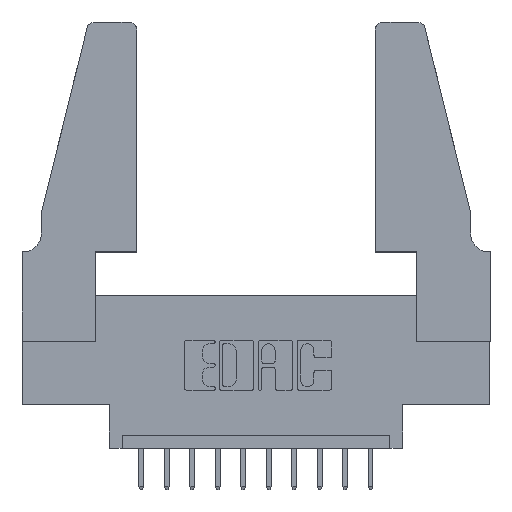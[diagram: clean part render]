
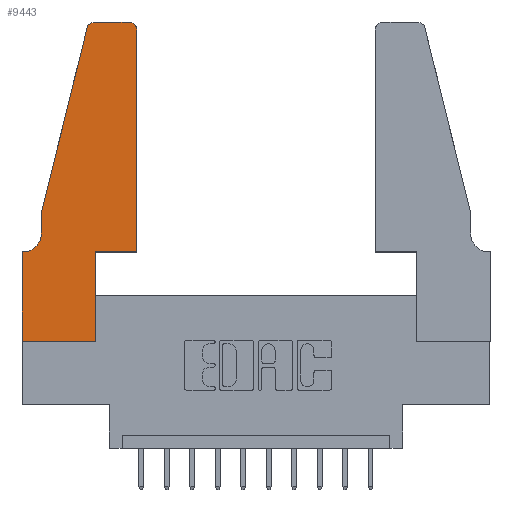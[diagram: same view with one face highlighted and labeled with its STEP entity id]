
A CAD part, top view. The second image highlights one B-rep face of the part: STEP entity #9443.
In plain terms, the highlighted planar face has unit normal (0, 0, 1).
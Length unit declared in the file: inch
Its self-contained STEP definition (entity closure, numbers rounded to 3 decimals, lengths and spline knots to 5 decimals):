
#577 = DIRECTION ( 'NONE',  ( 0., 1., 0. ) ) ;
#631 = VECTOR ( 'NONE', #9505, 39.37008 ) ;
#910 = DIRECTION ( 'NONE',  ( 1., 0., 0. ) ) ;
#1394 = CARTESIAN_POINT ( 'NONE',  ( 0., 0.35, 0.37 ) ) ;
#1472 = ORIENTED_EDGE ( 'NONE', *, *, #5125, .T. ) ;
#1645 = AXIS2_PLACEMENT_3D ( 'NONE', #4927, #8306, #11441 ) ;
#1709 = LINE ( 'NONE', #12611, #11023 ) ;
#1740 = DIRECTION ( 'NONE',  ( 1., 0., 0. ) ) ;
#1927 = LINE ( 'NONE', #6521, #6795 ) ;
#1956 = VECTOR ( 'NONE', #910, 39.37008 ) ;
#2270 = LINE ( 'NONE', #9612, #10214 ) ;
#2341 = ORIENTED_EDGE ( 'NONE', *, *, #3969, .T. ) ;
#2575 = DIRECTION ( 'NONE',  ( 1., 0., 0. ) ) ;
#2643 = VERTEX_POINT ( 'NONE', #10091 ) ;
#2730 = ORIENTED_EDGE ( 'NONE', *, *, #13679, .T. ) ;
#2842 = CARTESIAN_POINT ( 'NONE',  ( 0., 0., 0.37 ) ) ;
#2912 = CARTESIAN_POINT ( 'NONE',  ( 0.284, 1.22, 0.37 ) ) ;
#2995 = EDGE_CURVE ( 'NONE', #12888, #12080, #6685, .T. ) ;
#3007 = ORIENTED_EDGE ( 'NONE', *, *, #9746, .T. ) ;
#3125 = EDGE_CURVE ( 'NONE', #8798, #7661, #4943, .T. ) ;
#3217 = VERTEX_POINT ( 'NONE', #13775 ) ;
#3265 = CARTESIAN_POINT ( 'NONE',  ( 0.2865, 0.35, 0.37 ) ) ;
#3284 = CARTESIAN_POINT ( 'NONE',  ( 0.0755, 0.5, 0.37 ) ) ;
#3550 = EDGE_CURVE ( 'NONE', #4667, #12512, #5969, .T. ) ;
#3613 = CARTESIAN_POINT ( 'NONE',  ( 0.4505, 1.22, 0.37 ) ) ;
#3969 = EDGE_CURVE ( 'NONE', #11840, #2643, #7872, .T. ) ;
#4133 = VERTEX_POINT ( 'NONE', #5781 ) ;
#4227 = EDGE_CURVE ( 'NONE', #12512, #12888, #5259, .T. ) ;
#4667 = VERTEX_POINT ( 'NONE', #12710 ) ;
#4701 = EDGE_CURVE ( 'NONE', #4133, #11840, #1927, .T. ) ;
#4832 = PLANE ( 'NONE',  #6922 ) ;
#4927 = CARTESIAN_POINT ( 'NONE',  ( 0.0055, 0.42, 0.37 ) ) ;
#4943 = CIRCLE ( 'NONE', #1645, 0.07 ) ;
#5030 = VECTOR ( 'NONE', #11944, 39.37008 ) ;
#5096 = EDGE_CURVE ( 'NONE', #13995, #3217, #8151, .T. ) ;
#5125 = EDGE_CURVE ( 'NONE', #7661, #4133, #2270, .T. ) ;
#5253 = ORIENTED_EDGE ( 'NONE', *, *, #12341, .T. ) ;
#5259 = LINE ( 'NONE', #10550, #6640 ) ;
#5590 = DIRECTION ( 'NONE',  ( 0., 0., 1. ) ) ;
#5781 = CARTESIAN_POINT ( 'NONE',  ( 0., 0.35, 0.37 ) ) ;
#5790 = CARTESIAN_POINT ( 'NONE',  ( 0.4505, 0.35, 0.37 ) ) ;
#5906 = ORIENTED_EDGE ( 'NONE', *, *, #4227, .T. ) ;
#5969 = LINE ( 'NONE', #5790, #13997 ) ;
#6246 = DIRECTION ( 'NONE',  ( -0.239, -0.971, 0. ) ) ;
#6405 = CARTESIAN_POINT ( 'NONE',  ( 0.2605, 1.25, 0.37 ) ) ;
#6521 = CARTESIAN_POINT ( 'NONE',  ( 0., 0., 0.37 ) ) ;
#6571 = CARTESIAN_POINT ( 'NONE',  ( 0.0055, 0.35, 0.37 ) ) ;
#6640 = VECTOR ( 'NONE', #577, 39.37008 ) ;
#6685 = CIRCLE ( 'NONE', #10523, 0.03 ) ;
#6732 = CARTESIAN_POINT ( 'NONE',  ( 0.4205, 1.25, 0.37 ) ) ;
#6795 = VECTOR ( 'NONE', #11154, 39.37008 ) ;
#6870 = DIRECTION ( 'NONE',  ( 0., 0., 1. ) ) ;
#6922 = AXIS2_PLACEMENT_3D ( 'NONE', #1394, #6870, #13411 ) ;
#7519 = CARTESIAN_POINT ( 'NONE',  ( 0., 0., 0.37 ) ) ;
#7661 = VERTEX_POINT ( 'NONE', #6571 ) ;
#7872 = LINE ( 'NONE', #7519, #1956 ) ;
#7917 = LINE ( 'NONE', #6405, #631 ) ;
#8017 = VECTOR ( 'NONE', #9821, 39.37008 ) ;
#8149 = ORIENTED_EDGE ( 'NONE', *, *, #4701, .T. ) ;
#8151 = CIRCLE ( 'NONE', #13716, 0.03 ) ;
#8306 = DIRECTION ( 'NONE',  ( 0., 0., -1. ) ) ;
#8506 = EDGE_LOOP ( 'NONE', ( #2730, #10436, #5253, #10055, #12849, #1472, #8149, #2341, #3007, #13121, #5906, #10191 ) ) ;
#8541 = CARTESIAN_POINT ( 'NONE',  ( 0.4505, 0.35, 0.37 ) ) ;
#8798 = VERTEX_POINT ( 'NONE', #11504 ) ;
#8872 = CARTESIAN_POINT ( 'NONE',  ( 0.284, 1.25, 0.37 ) ) ;
#9443 = ADVANCED_FACE ( 'NONE', ( #13296 ), #4832, .T. ) ;
#9505 = DIRECTION ( 'NONE',  ( -1., 0., 0. ) ) ;
#9612 = CARTESIAN_POINT ( 'NONE',  ( 0.0755, 0.35, 0.37 ) ) ;
#9746 = EDGE_CURVE ( 'NONE', #2643, #4667, #13797, .T. ) ;
#9821 = DIRECTION ( 'NONE',  ( 0., 1., 0. ) ) ;
#10055 = ORIENTED_EDGE ( 'NONE', *, *, #11456, .T. ) ;
#10091 = CARTESIAN_POINT ( 'NONE',  ( 0.2865, 0., 0.37 ) ) ;
#10191 = ORIENTED_EDGE ( 'NONE', *, *, #2995, .T. ) ;
#10214 = VECTOR ( 'NONE', #12884, 39.37008 ) ;
#10436 = ORIENTED_EDGE ( 'NONE', *, *, #5096, .T. ) ;
#10523 = AXIS2_PLACEMENT_3D ( 'NONE', #13386, #5590, #13237 ) ;
#10550 = CARTESIAN_POINT ( 'NONE',  ( 0.4505, 0.35, 0.37 ) ) ;
#11023 = VECTOR ( 'NONE', #6246, 39.37008 ) ;
#11154 = DIRECTION ( 'NONE',  ( 0., -1., 0. ) ) ;
#11441 = DIRECTION ( 'NONE',  ( -1., 0., 0. ) ) ;
#11456 = EDGE_CURVE ( 'NONE', #12131, #8798, #14092, .T. ) ;
#11504 = CARTESIAN_POINT ( 'NONE',  ( 0.0755, 0.42, 0.37 ) ) ;
#11840 = VERTEX_POINT ( 'NONE', #2842 ) ;
#11944 = DIRECTION ( 'NONE',  ( 0., -1., 0. ) ) ;
#12080 = VERTEX_POINT ( 'NONE', #6732 ) ;
#12131 = VERTEX_POINT ( 'NONE', #3284 ) ;
#12341 = EDGE_CURVE ( 'NONE', #3217, #12131, #1709, .T. ) ;
#12512 = VERTEX_POINT ( 'NONE', #8541 ) ;
#12611 = CARTESIAN_POINT ( 'NONE',  ( 0.0755, 0.5, 0.37 ) ) ;
#12710 = CARTESIAN_POINT ( 'NONE',  ( 0.2865, 0.35, 0.37 ) ) ;
#12849 = ORIENTED_EDGE ( 'NONE', *, *, #3125, .T. ) ;
#12884 = DIRECTION ( 'NONE',  ( -1., 0., 0. ) ) ;
#12888 = VERTEX_POINT ( 'NONE', #3613 ) ;
#12980 = CARTESIAN_POINT ( 'NONE',  ( 0.0755, 0.5, 0.37 ) ) ;
#13121 = ORIENTED_EDGE ( 'NONE', *, *, #3550, .T. ) ;
#13237 = DIRECTION ( 'NONE',  ( 1., 0., 0. ) ) ;
#13296 = FACE_OUTER_BOUND ( 'NONE', #8506, .T. ) ;
#13386 = CARTESIAN_POINT ( 'NONE',  ( 0.4205, 1.22, 0.37 ) ) ;
#13411 = DIRECTION ( 'NONE',  ( 1., 0., 0. ) ) ;
#13679 = EDGE_CURVE ( 'NONE', #12080, #13995, #7917, .T. ) ;
#13716 = AXIS2_PLACEMENT_3D ( 'NONE', #2912, #13942, #1740 ) ;
#13775 = CARTESIAN_POINT ( 'NONE',  ( 0.25487, 1.22718, 0.37 ) ) ;
#13797 = LINE ( 'NONE', #3265, #8017 ) ;
#13942 = DIRECTION ( 'NONE',  ( 0., 0., 1. ) ) ;
#13995 = VERTEX_POINT ( 'NONE', #8872 ) ;
#13997 = VECTOR ( 'NONE', #2575, 39.37008 ) ;
#14092 = LINE ( 'NONE', #12980, #5030 ) ;
